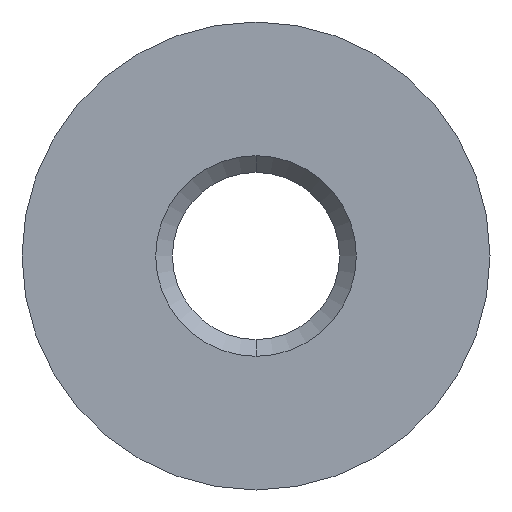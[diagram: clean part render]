
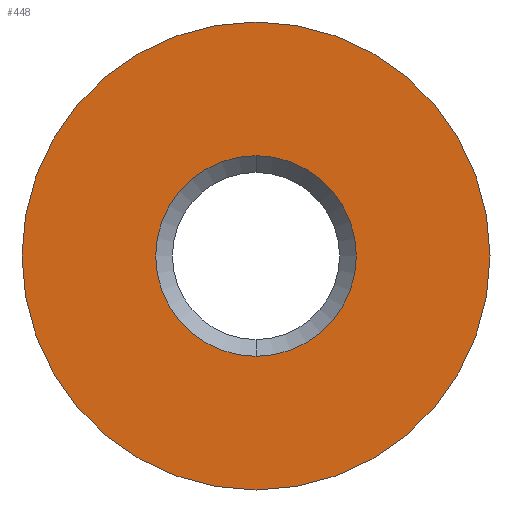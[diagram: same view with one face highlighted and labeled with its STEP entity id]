
A CAD part, front view. The second image highlights one B-rep face of the part: STEP entity #448.
In plain terms, the highlighted planar face has unit normal (0, -1, 0).
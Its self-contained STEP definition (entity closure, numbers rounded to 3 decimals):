
#9 = DIRECTION ( 'NONE',  ( 0., 1., 0. ) ) ;
#15 = DIRECTION ( 'NONE',  ( 0., 1., 0. ) ) ;
#26 = EDGE_LOOP ( 'NONE', ( #342, #435 ) ) ;
#35 = AXIS2_PLACEMENT_3D ( 'NONE', #153, #15, #376 ) ;
#38 = CARTESIAN_POINT ( 'NONE',  ( 0., -12.5, 0. ) ) ;
#69 = AXIS2_PLACEMENT_3D ( 'NONE', #140, #387, #422 ) ;
#78 = AXIS2_PLACEMENT_3D ( 'NONE', #431, #426, #108 ) ;
#108 = DIRECTION ( 'NONE',  ( 0., 0., 1. ) ) ;
#120 = CIRCLE ( 'NONE', #161, 3. ) ;
#123 = VERTEX_POINT ( 'NONE', #176 ) ;
#138 = CIRCLE ( 'NONE', #398, 7. ) ;
#140 = CARTESIAN_POINT ( 'NONE',  ( 0., -12.5, 0. ) ) ;
#148 = PLANE ( 'NONE',  #78 ) ;
#153 = CARTESIAN_POINT ( 'NONE',  ( 0., -12.5, 0. ) ) ;
#161 = AXIS2_PLACEMENT_3D ( 'NONE', #306, #403, #430 ) ;
#162 = CARTESIAN_POINT ( 'NONE',  ( 0., -12.5, 3. ) ) ;
#170 = EDGE_CURVE ( 'NONE', #237, #332, #351, .T. ) ;
#174 = EDGE_CURVE ( 'NONE', #332, #237, #120, .T. ) ;
#176 = CARTESIAN_POINT ( 'NONE',  ( 0., -12.5, 7. ) ) ;
#205 = CARTESIAN_POINT ( 'NONE',  ( 0., -12.5, -7. ) ) ;
#208 = CARTESIAN_POINT ( 'NONE',  ( 0., -12.5, -3. ) ) ;
#222 = FACE_OUTER_BOUND ( 'NONE', #251, .T. ) ;
#232 = CIRCLE ( 'NONE', #69, 7. ) ;
#237 = VERTEX_POINT ( 'NONE', #162 ) ;
#251 = EDGE_LOOP ( 'NONE', ( #326, #400 ) ) ;
#275 = VERTEX_POINT ( 'NONE', #205 ) ;
#306 = CARTESIAN_POINT ( 'NONE',  ( 0., -12.5, 0. ) ) ;
#313 = EDGE_CURVE ( 'NONE', #123, #275, #232, .T. ) ;
#326 = ORIENTED_EDGE ( 'NONE', *, *, #372, .F. ) ;
#332 = VERTEX_POINT ( 'NONE', #208 ) ;
#342 = ORIENTED_EDGE ( 'NONE', *, *, #174, .T. ) ;
#351 = CIRCLE ( 'NONE', #35, 3. ) ;
#358 = DIRECTION ( 'NONE',  ( 0., 0., 1. ) ) ;
#372 = EDGE_CURVE ( 'NONE', #275, #123, #138, .T. ) ;
#376 = DIRECTION ( 'NONE',  ( 0., 0., 1. ) ) ;
#387 = DIRECTION ( 'NONE',  ( 0., 1., 0. ) ) ;
#395 = FACE_BOUND ( 'NONE', #26, .T. ) ;
#398 = AXIS2_PLACEMENT_3D ( 'NONE', #38, #9, #358 ) ;
#400 = ORIENTED_EDGE ( 'NONE', *, *, #313, .F. ) ;
#403 = DIRECTION ( 'NONE',  ( 0., 1., 0. ) ) ;
#422 = DIRECTION ( 'NONE',  ( 0., 0., 1. ) ) ;
#426 = DIRECTION ( 'NONE',  ( 0., 1., 0. ) ) ;
#430 = DIRECTION ( 'NONE',  ( 0., 0., 1. ) ) ;
#431 = CARTESIAN_POINT ( 'NONE',  ( 0., -12.5, 0. ) ) ;
#435 = ORIENTED_EDGE ( 'NONE', *, *, #170, .T. ) ;
#448 = ADVANCED_FACE ( 'NONE', ( #395, #222 ), #148, .F. ) ;
